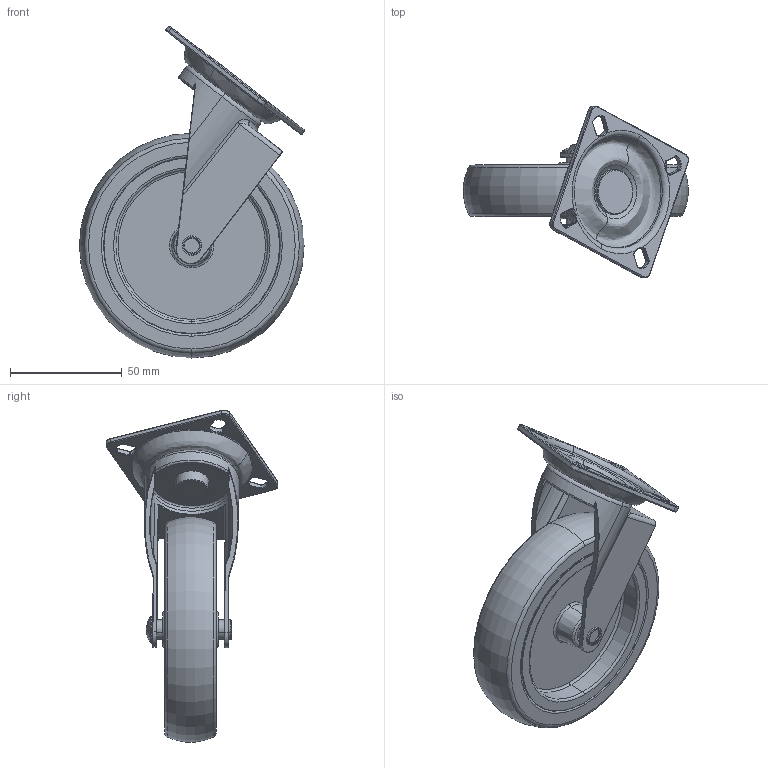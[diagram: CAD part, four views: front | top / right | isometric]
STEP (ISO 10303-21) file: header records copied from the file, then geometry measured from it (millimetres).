
FILE_DESCRIPTION (( 'STEP AP203' ), '1' );
FILE_NAME ('Caster.STEP', '2010-03-09T12:21:02', ( 'P' ), ( '' ), 'STEP 2.0', '0', '' );
FILE_SCHEMA (( 'CONFIG_CONTROL_DESIGN' ));
Length unit declared in the file: millimetre
Products named in the file (7): Caster; Wheel1; Plate; Sprint; Bygel; Sprint2; Wheel2
Assembly tree (6 placements, depth 2):
  Caster
    Bygel
    Sprint2
    Wheel2
    Plate
    Wheel1
    Sprint
Bounding box: 100.69 x 76.88 x 148.49 mm (x, y, z)
Volume: 135562.7 mm3; surface area: 61819.8 mm2
Topology: 6 solids, 6 shells, 405 faces, 919 edges, 524 vertices
Faces by surface type: torus 155, cylinder 123, bspline 62, plane 52, sphere 8, cone 5
Entity records: 17422 total; most frequent: CARTESIAN_POINT 7704, DIRECTION 2067, ORIENTED_EDGE 1832, AXIS2_PLACEMENT_3D 933, EDGE_CURVE 916, CIRCLE 581, VERTEX_POINT 524, EDGE_LOOP 426
